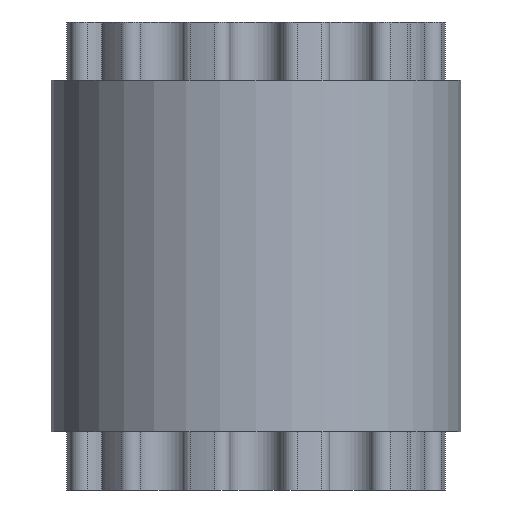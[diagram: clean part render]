
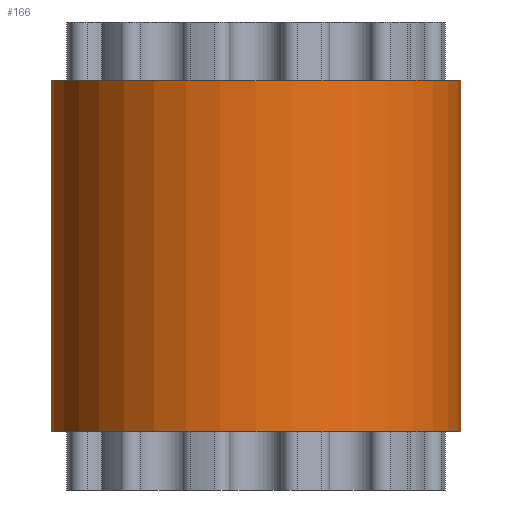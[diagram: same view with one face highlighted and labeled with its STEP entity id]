
A CAD part, front view. The second image highlights one B-rep face of the part: STEP entity #166.
In plain terms, the highlighted cylindrical face has radius 3.501 mm (diameter 7.003 mm), a full revolution.
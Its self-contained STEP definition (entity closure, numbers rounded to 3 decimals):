
#97=FACE_BOUND('',#304,.T.);
#98=FACE_BOUND('',#305,.T.);
#166=ADVANCED_FACE('',(#97,#98),#211,.T.);
#211=CYLINDRICAL_SURFACE('',#1111,3.501);
#304=EDGE_LOOP('',(#658));
#305=EDGE_LOOP('',(#659));
#658=ORIENTED_EDGE('',*,*,#882,.T.);
#659=ORIENTED_EDGE('',*,*,#883,.T.);
#748=VERTEX_POINT('',#1700);
#749=VERTEX_POINT('',#1702);
#882=EDGE_CURVE('',#748,#748,#972,.T.);
#883=EDGE_CURVE('',#749,#749,#973,.T.);
#972=CIRCLE('',#1109,3.501);
#973=CIRCLE('',#1110,3.501);
#1109=AXIS2_PLACEMENT_3D('',#1699,#1426,#1427);
#1110=AXIS2_PLACEMENT_3D('',#1701,#1428,#1429);
#1111=AXIS2_PLACEMENT_3D('',#1703,#1430,#1431);
#1426=DIRECTION('',(0.,0.,1.));
#1427=DIRECTION('',(1.,0.,0.));
#1428=DIRECTION('',(0.,0.,-1.));
#1429=DIRECTION('',(1.,0.,0.));
#1430=DIRECTION('',(0.,0.,1.));
#1431=DIRECTION('',(1.,0.,0.));
#1699=CARTESIAN_POINT('',(0.,0.,1.));
#1700=CARTESIAN_POINT('',(3.501,0.,1.));
#1701=CARTESIAN_POINT('',(0.,0.,7.));
#1702=CARTESIAN_POINT('',(3.501,0.,7.));
#1703=CARTESIAN_POINT('',(0.,0.,1.));
